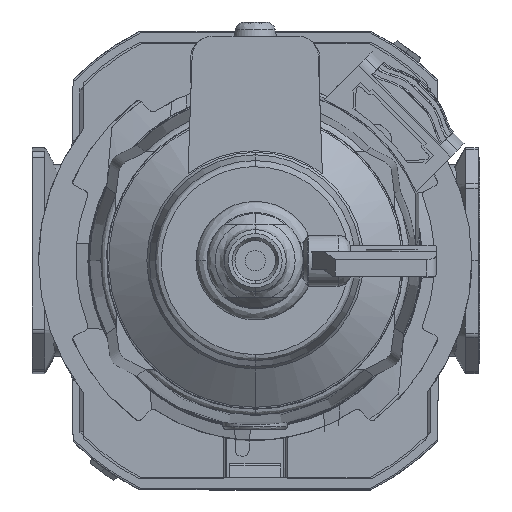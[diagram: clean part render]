
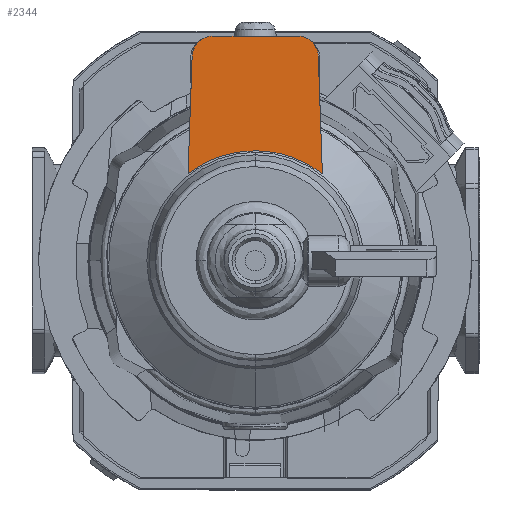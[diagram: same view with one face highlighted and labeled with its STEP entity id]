
A CAD part, front view. The second image highlights one B-rep face of the part: STEP entity #2344.
In plain terms, the highlighted planar face has unit normal (0, -1, 0).
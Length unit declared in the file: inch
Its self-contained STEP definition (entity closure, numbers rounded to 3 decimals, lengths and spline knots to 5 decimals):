
#1 = CARTESIAN_POINT ( 'NONE',  ( -0.35623, -4.15835, 0.58278 ) ) ;
#401 = CARTESIAN_POINT ( 'NONE',  ( 0.41513, -4.15835, 0.53726 ) ) ;
#1378 = LINE ( 'NONE', #1592, #1968 ) ;
#1497 = CARTESIAN_POINT ( 'NONE',  ( -0.26187, -4.15835, 1.3878 ) ) ;
#1592 = CARTESIAN_POINT ( 'NONE',  ( -0.4198, -4.15835, 0.40354 ) ) ;
#1968 = VECTOR ( 'NONE', #31256, 39.37008 ) ;
#1997 = DIRECTION ( 'NONE',  ( 0., 1., 0. ) ) ;
#2344 = ADVANCED_FACE ( 'NONE', ( #29646 ), #32753, .F. ) ;
#2884 = CARTESIAN_POINT ( 'NONE',  ( -0.07444, -4.15835, 0.67896 ) ) ;
#4821 = CARTESIAN_POINT ( 'NONE',  ( 0.35623, -4.15835, 0.58278 ) ) ;
#5134 = ORIENTED_EDGE ( 'NONE', *, *, #17698, .F. ) ;
#5674 = CARTESIAN_POINT ( 'NONE',  ( -0.38542, -4.15835, 1.29692 ) ) ;
#5687 = LINE ( 'NONE', #13502, #35769 ) ;
#5689 = EDGE_CURVE ( 'NONE', #34247, #13392, #28840, .T. ) ;
#5820 = EDGE_CURVE ( 'NONE', #14642, #34247, #5687, .T. ) ;
#6431 = CARTESIAN_POINT ( 'NONE',  ( 0.36253, -4.15835, 1.34051 ) ) ;
#8591 = CARTESIAN_POINT ( 'NONE',  ( -0.29462, -4.15835, 1.38461 ) ) ;
#8807 = CARTESIAN_POINT ( 'NONE',  ( -0.32499, -4.15835, 1.37234 ) ) ;
#9655 = EDGE_LOOP ( 'NONE', ( #30130, #28750, #35527, #42012, #36624, #15383, #5134 ) ) ;
#10015 = CARTESIAN_POINT ( 'NONE',  ( 0., -4.15835, 0.67896 ) ) ;
#10217 = CARTESIAN_POINT ( 'NONE',  ( 0.38917, -4.15835, 1.28067 ) ) ;
#10438 = CARTESIAN_POINT ( 'NONE',  ( 0.33897, -4.15835, 1.36326 ) ) ;
#10453 = CARTESIAN_POINT ( 'NONE',  ( -0.14887, -4.15835, 0.66661 ) ) ;
#12379 = CARTESIAN_POINT ( 'NONE',  ( -0.3721, -4.15835, 1.32685 ) ) ;
#12595 = CARTESIAN_POINT ( 'NONE',  ( -0.38917, -4.15835, 1.28067 ) ) ;
#13252 = CARTESIAN_POINT ( 'NONE',  ( -0.26187, -4.15835, 1.3878 ) ) ;
#13341 = CARTESIAN_POINT ( 'NONE',  ( 0.38975, -4.15835, 1.26431 ) ) ;
#13392 = VERTEX_POINT ( 'NONE', #15979 ) ;
#13502 = CARTESIAN_POINT ( 'NONE',  ( 0.38975, -4.15835, 1.26431 ) ) ;
#14642 = VERTEX_POINT ( 'NONE', #27626 ) ;
#15383 = ORIENTED_EDGE ( 'NONE', *, *, #30403, .F. ) ;
#15480 = B_SPLINE_CURVE_WITH_KNOTS ( 'NONE', 3,
 ( #10015, #2884, #10453, #16457, #1, #16687 ),
 .UNSPECIFIED., .F., .F.,
 ( 4, 2, 4 ),
 ( 0.5, 0.75, 1. ),
 .UNSPECIFIED. ) ;
#15791 = DIRECTION ( 'NONE',  ( 0., 0., 1. ) ) ;
#15818 = VERTEX_POINT ( 'NONE', #33716 ) ;
#15920 = CARTESIAN_POINT ( 'NONE',  ( -0.26187, -4.15835, 1.3878 ) ) ;
#15979 = CARTESIAN_POINT ( 'NONE',  ( 0., -4.15835, 0.67896 ) ) ;
#16457 = CARTESIAN_POINT ( 'NONE',  ( -0.28978, -4.15835, 0.61851 ) ) ;
#16687 = CARTESIAN_POINT ( 'NONE',  ( -0.41513, -4.15835, 0.53726 ) ) ;
#17295 = EDGE_CURVE ( 'NONE', #22405, #23052, #33323, .T. ) ;
#17698 = EDGE_CURVE ( 'NONE', #13392, #15818, #15480, .T. ) ;
#17765 = CARTESIAN_POINT ( 'NONE',  ( 0.14887, -4.15835, 0.66661 ) ) ;
#21126 = CARTESIAN_POINT ( 'NONE',  ( 0.41513, -4.15835, 0.53726 ) ) ;
#21795 = CARTESIAN_POINT ( 'NONE',  ( 0.28978, -4.15835, 0.61851 ) ) ;
#22405 = VERTEX_POINT ( 'NONE', #1497 ) ;
#22858 = DIRECTION ( 'NONE',  ( 1., 0., 0. ) ) ;
#23052 = VERTEX_POINT ( 'NONE', #25860 ) ;
#23991 = DIRECTION ( 'NONE',  ( 0.035, 0., -0.999 ) ) ;
#24058 = CARTESIAN_POINT ( 'NONE',  ( 0.3721, -4.15835, 1.32685 ) ) ;
#25558 = CARTESIAN_POINT ( 'NONE',  ( -0.27825, -4.15835, 1.3878 ) ) ;
#25860 = CARTESIAN_POINT ( 'NONE',  ( 0.26187, -4.15835, 1.3878 ) ) ;
#26799 = VECTOR ( 'NONE', #22858, 39.37008 ) ;
#27412 = CARTESIAN_POINT ( 'NONE',  ( 0.27825, -4.15835, 1.3878 ) ) ;
#27626 = CARTESIAN_POINT ( 'NONE',  ( 0.38975, -4.15835, 1.26431 ) ) ;
#27952 = CARTESIAN_POINT ( 'NONE',  ( -0.38975, -4.15835, 1.26431 ) ) ;
#28750 = ORIENTED_EDGE ( 'NONE', *, *, #5820, .F. ) ;
#28840 = B_SPLINE_CURVE_WITH_KNOTS ( 'NONE', 3,
 ( #21126, #4821, #21795, #17765, #31362, #35392 ),
 .UNSPECIFIED., .F., .F.,
 ( 4, 2, 4 ),
 ( 0., 0.25, 0.5 ),
 .UNSPECIFIED. ) ;
#29207 = CARTESIAN_POINT ( 'NONE',  ( -0.26187, -4.15835, 1.25984 ) ) ;
#29646 = FACE_OUTER_BOUND ( 'NONE', #9655, .T. ) ;
#29658 = AXIS2_PLACEMENT_3D ( 'NONE', #29207, #1997, #15791 ) ;
#30130 = ORIENTED_EDGE ( 'NONE', *, *, #5689, .F. ) ;
#30403 = EDGE_CURVE ( 'NONE', #15818, #37970, #1378, .T. ) ;
#31256 = DIRECTION ( 'NONE',  ( 0.035, 0., 0.999 ) ) ;
#31362 = CARTESIAN_POINT ( 'NONE',  ( 0.07444, -4.15835, 0.67896 ) ) ;
#32016 = CARTESIAN_POINT ( 'NONE',  ( -0.36253, -4.15835, 1.34051 ) ) ;
#32150 = EDGE_CURVE ( 'NONE', #23052, #14642, #33447, .T. ) ;
#32688 = B_SPLINE_CURVE_WITH_KNOTS ( 'NONE', 3,
 ( #39390, #12595, #5674, #12379, #32016, #39613, #8807, #8591, #25558, #15920 ),
 .UNSPECIFIED., .F., .F.,
 ( 4, 2, 2, 2, 4 ),
 ( 0., 0.25, 0.5, 0.75, 1. ),
 .UNSPECIFIED. ) ;
#32753 = PLANE ( 'NONE',  #29658 ) ;
#33323 = LINE ( 'NONE', #13252, #26799 ) ;
#33423 = CARTESIAN_POINT ( 'NONE',  ( 0.29462, -4.15835, 1.38461 ) ) ;
#33447 = B_SPLINE_CURVE_WITH_KNOTS ( 'NONE', 3,
 ( #43700, #27412, #33423, #40807, #10438, #6431, #24058, #43925, #10217, #13341 ),
 .UNSPECIFIED., .F., .F.,
 ( 4, 2, 2, 2, 4 ),
 ( 0., 0.25, 0.5, 0.75, 1. ),
 .UNSPECIFIED. ) ;
#33716 = CARTESIAN_POINT ( 'NONE',  ( -0.41513, -4.15835, 0.53726 ) ) ;
#34247 = VERTEX_POINT ( 'NONE', #401 ) ;
#34364 = EDGE_CURVE ( 'NONE', #37970, #22405, #32688, .T. ) ;
#35392 = CARTESIAN_POINT ( 'NONE',  ( 0., -4.15835, 0.67896 ) ) ;
#35527 = ORIENTED_EDGE ( 'NONE', *, *, #32150, .F. ) ;
#35769 = VECTOR ( 'NONE', #23991, 39.37008 ) ;
#36624 = ORIENTED_EDGE ( 'NONE', *, *, #34364, .F. ) ;
#37970 = VERTEX_POINT ( 'NONE', #27952 ) ;
#39390 = CARTESIAN_POINT ( 'NONE',  ( -0.38975, -4.15835, 1.26431 ) ) ;
#39613 = CARTESIAN_POINT ( 'NONE',  ( -0.33897, -4.15835, 1.36326 ) ) ;
#40807 = CARTESIAN_POINT ( 'NONE',  ( 0.32499, -4.15835, 1.37234 ) ) ;
#42012 = ORIENTED_EDGE ( 'NONE', *, *, #17295, .F. ) ;
#43700 = CARTESIAN_POINT ( 'NONE',  ( 0.26187, -4.15835, 1.3878 ) ) ;
#43925 = CARTESIAN_POINT ( 'NONE',  ( 0.38542, -4.15835, 1.29692 ) ) ;
